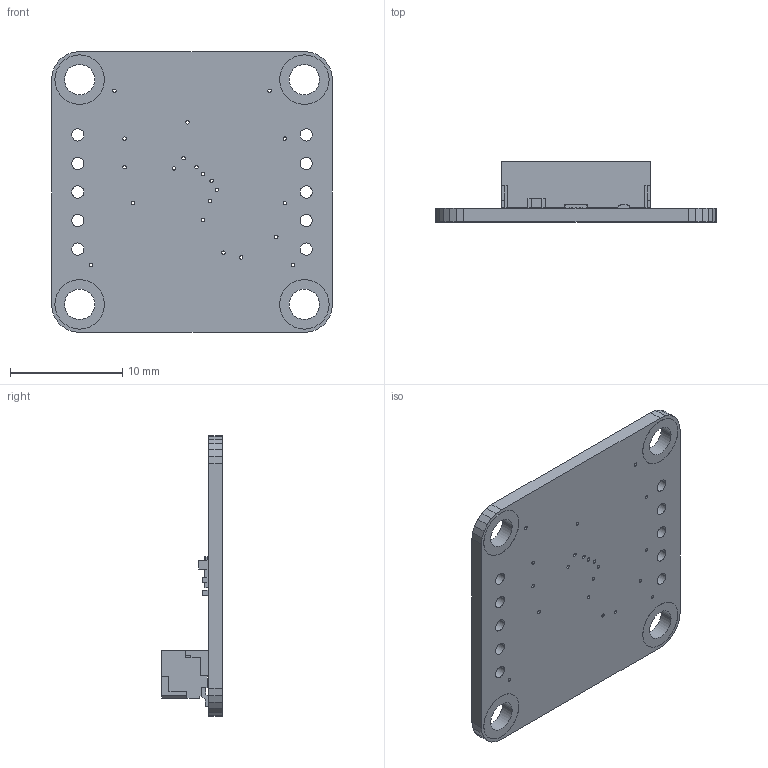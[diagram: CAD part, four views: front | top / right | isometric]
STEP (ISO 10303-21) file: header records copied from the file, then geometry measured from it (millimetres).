
FILE_DESCRIPTION (( 'STEP AP214' ), '1' );
FILE_NAME ('NSE-1126-1.step', '2020-11-24T22:05:07', ( '' ), ( '' ), 'SwSTEP 2.0', 'SolidWorks 2016', '' );
FILE_SCHEMA (( 'AUTOMOTIVE_DESIGN' ));
Length unit declared in the file: millimetre
Products named in the file (8): cap_0402; qfn-12rv1_2x2x0.4; NSE-1126-1; rescax-8_1x2x0.5; cap_0603; Module^NSE-1126-1; Board_NSE-1126-1; CON-1012-8
Assembly tree (8 placements, depth 3):
  NSE-1126-1
    Module^NSE-1126-1
      Board_NSE-1126-1
      cap_0603
      cap_0402  x2
      CON-1012-8
      rescax-8_1x2x0.5
      qfn-12rv1_2x2x0.4
Bounding box: 25 x 5.41 x 25 mm (x, y, z)
Volume: 836.1 mm3; surface area: 1923 mm2
Topology: 7 solids, 7 shells, 790 faces, 2179 edges, 1415 vertices
Faces by surface type: plane 688, cylinder 98, bspline 4
Entity records: 27734 total; most frequent: CARTESIAN_POINT 4457, ORIENTED_EDGE 4142, DIRECTION 3713, EDGE_CURVE 2071, VECTOR 1803, LINE 1803, VERTEX_POINT 1347, AXIS2_PLACEMENT_3D 955
